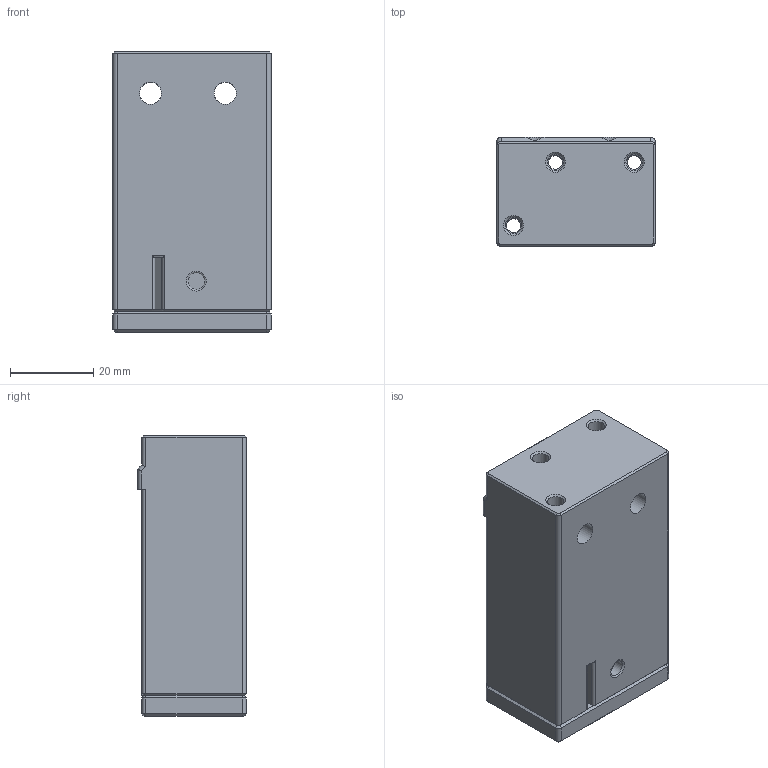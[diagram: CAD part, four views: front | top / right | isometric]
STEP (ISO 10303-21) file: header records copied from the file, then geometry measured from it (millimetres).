
FILE_DESCRIPTION(/* description */ (''),/* implementation_level */ '2;1');
FILE_NAME(/* name */ 'A-Z_Belt_Tensioner-L.stp',/* time_stamp */ '2021-02-24T15:02:35-08:00',/* author */ (''),/* organization */ (''),/* preprocessor_version */ 'ST-DEVELOPER v18.1',/* originating_system */ 'Autodesk Translation Framework v9.7.0.1280',/* authorisation */ '');
FILE_SCHEMA (('AUTOMOTIVE_DESIGN { 1 0 10303 214 3 1 1 }'));
Length unit declared in the file: millimetre
Products named in the file (1): Z Belt Attachment
Bounding box: 38.04 x 26.2 x 67.5 mm (x, y, z)
Volume: 57899.5 mm3; surface area: 17642.3 mm2
Topology: 3 solids, 3 shells, 220 faces, 538 edges, 324 vertices
Faces by surface type: plane 86, cylinder 68, cone 59, torus 5, sphere 2
Full cylindrical faces by diameter (mm): 2.7 x2, 3.4 x6, 3.6 x1, 4 x5, 5.3 x2, 6.1 x2
Entity records: 6523 total; most frequent: DIRECTION 1181, CARTESIAN_POINT 1125, ORIENTED_EDGE 1076, EDGE_CURVE 538, AXIS2_PLACEMENT_3D 429, VERTEX_POINT 324, LINE 323, VECTOR 323
